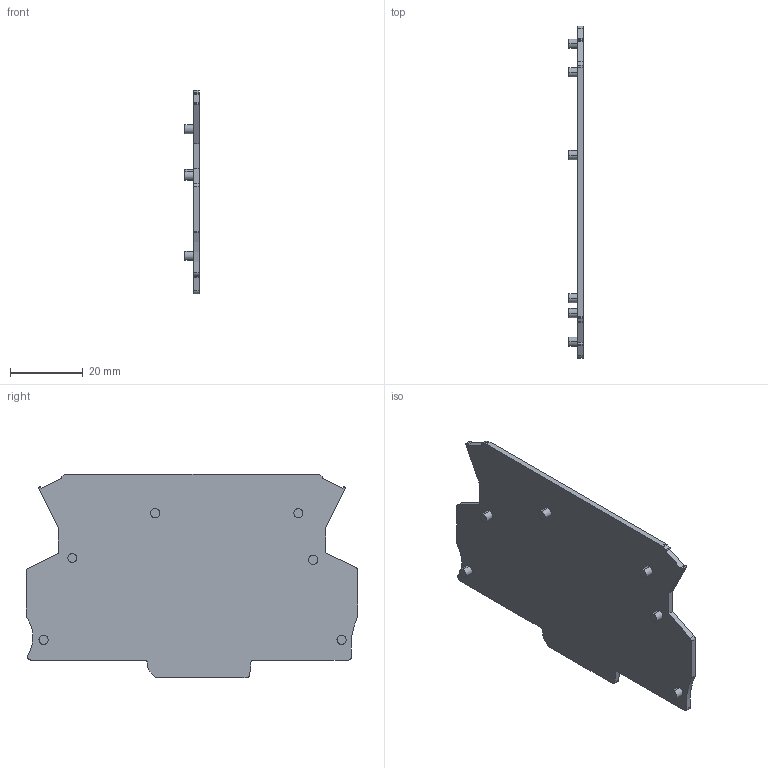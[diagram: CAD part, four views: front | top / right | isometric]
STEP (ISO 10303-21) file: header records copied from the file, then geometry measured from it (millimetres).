
FILE_DESCRIPTION(('CATIA V5R24 STEP','CAx-IF Rec.Pracs.--- Model Styling and Organization---1.2---2011-12-15'),'2;1');
FILE_NAME ('9103967_2', '2016-04-12T12:01:56+00:00', ('Weidmueller Interface'), ('Weidmueller'), 'CATIA Version 5-6 Release 2014 SP4', 'CATIA V5 STEP AP214', 'none');
FILE_SCHEMA(('AUTOMOTIVE_DESIGN { 1 0 10303 214 1 1 1 1 }'));
Length unit declared in the file: millimetre
Products named in the file (1): S3D_AP_MCZ_1-5_SW
Bounding box: 3.9 x 91 x 55.85 mm (x, y, z)
Volume: 6653.2 mm3; surface area: 9326.4 mm2
Topology: 1 solids, 1 shells, 68 faces, 180 edges, 120 vertices
Faces by surface type: plane 35, cylinder 33
Entity records: 2103 total; most frequent: ORIENTED_EDGE 360, CARTESIAN_POINT 357, DIRECTION 292, EDGE_CURVE 180, AXIS2_PLACEMENT_3D 123, VERTEX_POINT 120, VECTOR 114, LINE 114
